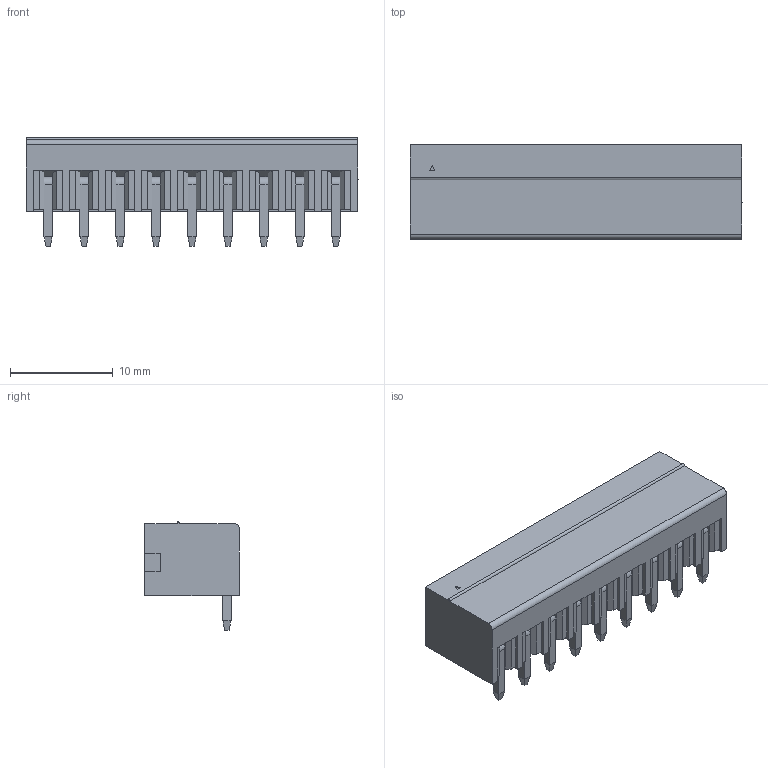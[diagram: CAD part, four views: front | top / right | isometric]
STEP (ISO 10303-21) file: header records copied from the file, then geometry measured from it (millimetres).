
FILE_DESCRIPTION (( 'STEP AP214' ), '1' );
FILE_NAME ('15EDGRC-3.5-09P-14-00AH.STEP', '2021-01-29T01:58:45', ( '' ), ( '' ), 'SwSTEP 2.0', 'SolidWorks 2020', '' );
FILE_SCHEMA (( 'AUTOMOTIVE_DESIGN' ));
Length unit declared in the file: millimetre
Products named in the file (1): 15EDGRC-3.5-09P-14-00AH
Bounding box: 32.3 x 9.2 x 10.6 mm (x, y, z)
Volume: 915.6 mm3; surface area: 3150.1 mm2
Topology: 1 solids, 10 shells, 986 faces, 2607 edges, 1696 vertices
Faces by surface type: plane 769, bspline 161, cylinder 29, torus 18, cone 9
Entity records: 43244 total; most frequent: CARTESIAN_POINT 14715, ORIENTED_EDGE 5214, DIRECTION 4058, EDGE_CURVE 2607, VECTOR 2164, LINE 2164, VERTEX_POINT 1696, EDGE_LOOP 1041
